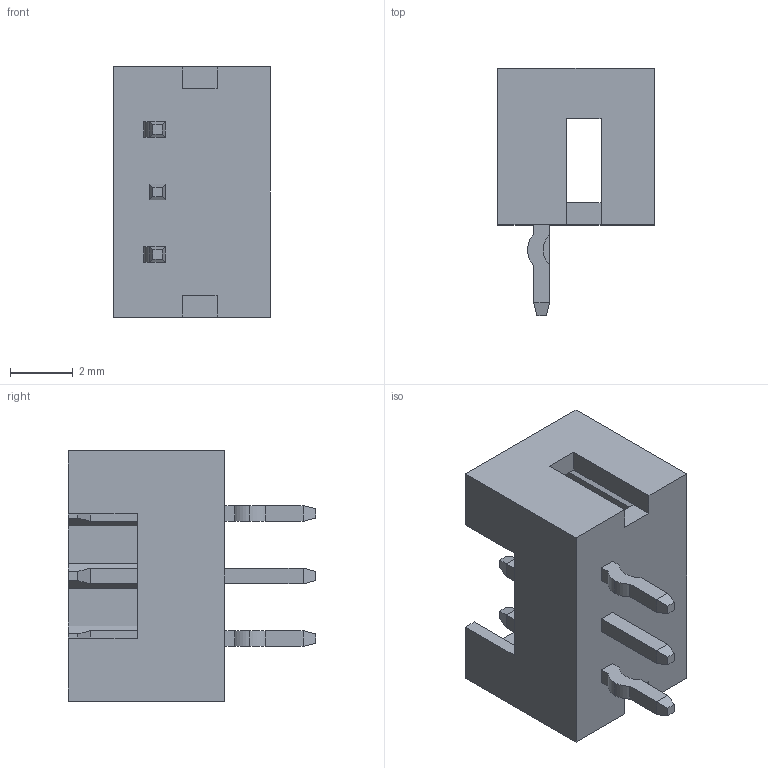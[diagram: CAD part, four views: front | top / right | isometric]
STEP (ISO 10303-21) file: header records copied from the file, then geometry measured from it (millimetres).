
FILE_DESCRIPTION(('OneSpaceDesigner STEP Export'),'2;1');
FILE_NAME('DF3-3P-2DSA.stp','2008-02-07T15:45:44',(''),(''),'OneSpace Designer STEP processor for AP214 (Solid Model)','OneSpace Modeling 15.00A 14-Mar-2007 (C) CoCreate Software GmbH','');
FILE_SCHEMA(('AUTOMOTIVE_DESIGN { 1 0 10303 214 1 1 1 1 }'));
Length unit declared in the file: millimetre
Products named in the file (2): DF3A-3P-2DSA
Assembly tree (1 placements, depth 2):
  DF3A-3P-2DSA
    DF3A-3P-2DSA
Bounding box: 5 x 7.9 x 8 mm (x, y, z)
Volume: 89.5 mm3; surface area: 320.5 mm2
Topology: 1 solids, 1 shells, 100 faces, 262 edges, 166 vertices
Faces by surface type: plane 92, cylinder 8
Entity records: 2819 total; most frequent: ORIENTED_EDGE 524, CARTESIAN_POINT 480, DIRECTION 404, EDGE_CURVE 262, VECTOR 224, LINE 224, VERTEX_POINT 166, EDGE_LOOP 106
